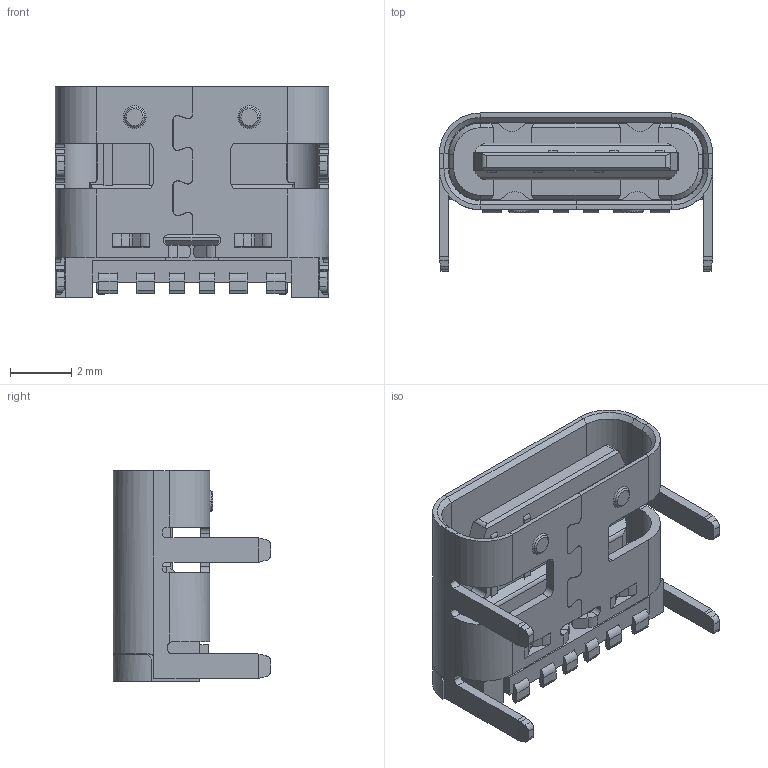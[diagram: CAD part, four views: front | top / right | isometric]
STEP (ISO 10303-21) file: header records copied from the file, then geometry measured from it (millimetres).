
FILE_DESCRIPTION (( 'STEP AP214' ), '1' );
FILE_NAME ('2171750001.STEP', '2021-10-19T16:42:03', ( '' ), ( '' ), 'SwSTEP 2.0', 'SolidWorks 2017', '' );
FILE_SCHEMA (( 'AUTOMOTIVE_DESIGN' ));
Length unit declared in the file: millimetre
Products named in the file (2): 2171750001; 2171750001_2171750001
Assembly tree (1 placements, depth 2):
  2171750001
    2171750001_2171750001
Bounding box: 8.94 x 5.16 x 6.9 mm (x, y, z)
Volume: 92.8 mm3; surface area: 455.6 mm2
Topology: 14 solids, 14 shells, 585 faces, 1561 edges, 994 vertices
Faces by surface type: plane 371, cylinder 170, cone 18, bspline 18, torus 8
Entity records: 19411 total; most frequent: CARTESIAN_POINT 4733, ORIENTED_EDGE 3122, DIRECTION 2885, EDGE_CURVE 1561, LINE 1123, VECTOR 1123, VERTEX_POINT 994, AXIS2_PLACEMENT_3D 881
